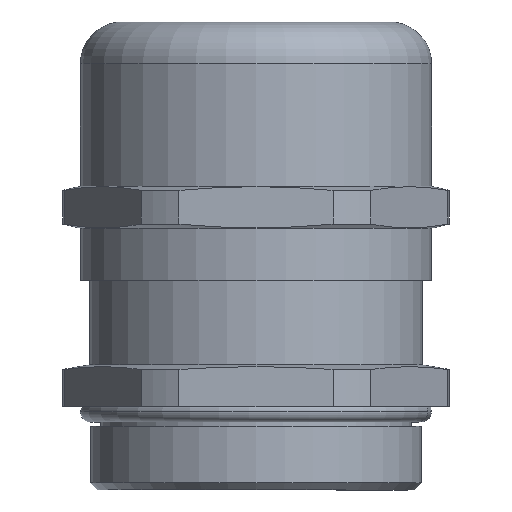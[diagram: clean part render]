
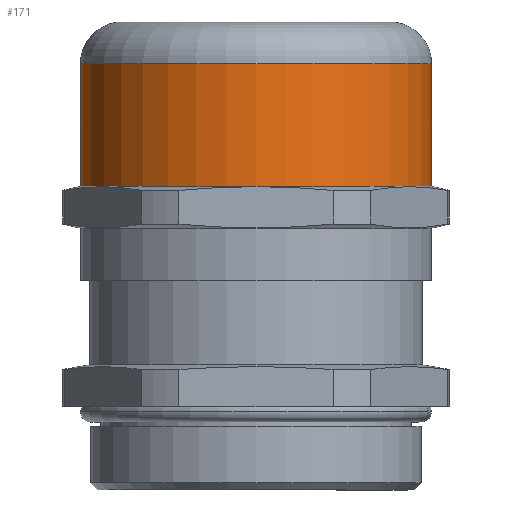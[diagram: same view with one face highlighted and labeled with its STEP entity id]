
A CAD part, left-side view. The second image highlights one B-rep face of the part: STEP entity #171.
In plain terms, the highlighted cylindrical face has radius 16.86 mm (diameter 33.72 mm), a partial arc.
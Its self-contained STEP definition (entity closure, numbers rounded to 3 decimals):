
#34=AXIS2_PLACEMENT_3D('Cylinder Axis2P3D',#31,#32,#33) ;
#149=AXIS2_PLACEMENT_3D('Circle Axis2P3D',#147,#148,$) ;
#156=AXIS2_PLACEMENT_3D('Circle Axis2P3D',#154,#155,$) ;
#161=AXIS2_PLACEMENT_3D('Circle Axis2P3D',#159,#160,$) ;
#31=CARTESIAN_POINT('Axis2P3D Location',(17.,18.54,32.54)) ;
#110=CARTESIAN_POINT('Vertex',(17.,1.68,29.16)) ;
#117=CARTESIAN_POINT('Vertex',(17.,35.4,29.16)) ;
#120=CARTESIAN_POINT('Line Origine',(17.,35.4,30.54)) ;
#124=CARTESIAN_POINT('Vertex',(17.,35.4,40.94)) ;
#131=CARTESIAN_POINT('Vertex',(17.,1.68,40.94)) ;
#134=CARTESIAN_POINT('Line Origine',(17.,1.68,30.54)) ;
#147=CARTESIAN_POINT('Axis2P3D Location',(17.,18.54,29.16)) ;
#151=CARTESIAN_POINT('Vertex',(0.14,18.54,29.16)) ;
#154=CARTESIAN_POINT('Axis2P3D Location',(17.,18.54,29.16)) ;
#159=CARTESIAN_POINT('Axis2P3D Location',(17.,18.54,40.94)) ;
#32=DIRECTION('Axis2P3D Direction',(0.,0.,-1.)) ;
#33=DIRECTION('Axis2P3D XDirection',(0.,1.,0.)) ;
#121=DIRECTION('Vector Direction',(0.,0.,-1.)) ;
#135=DIRECTION('Vector Direction',(0.,0.,-1.)) ;
#148=DIRECTION('Axis2P3D Direction',(0.,0.,-1.)) ;
#155=DIRECTION('Axis2P3D Direction',(0.,0.,-1.)) ;
#160=DIRECTION('Axis2P3D Direction',(0.,0.,-1.)) ;
#122=VECTOR('Line Direction',#121,1.) ;
#136=VECTOR('Line Direction',#135,1.) ;
#165=ORIENTED_EDGE('',*,*,#153,.F.) ;
#166=ORIENTED_EDGE('',*,*,#158,.F.) ;
#167=ORIENTED_EDGE('',*,*,#138,.T.) ;
#168=ORIENTED_EDGE('',*,*,#163,.T.) ;
#169=ORIENTED_EDGE('',*,*,#126,.F.) ;
#171=ADVANCED_FACE('Hauptk\X2\00F6\X0\rper',(#170),#35,.T.) ;
#150=CIRCLE('generated circle',#149,16.86) ;
#157=CIRCLE('generated circle',#156,16.86) ;
#162=CIRCLE('generated circle',#161,16.86) ;
#35=CYLINDRICAL_SURFACE('generated cylinder',#34,16.86) ;
#126=EDGE_CURVE('',#118,#125,#123,.F.) ;
#138=EDGE_CURVE('',#111,#132,#137,.F.) ;
#153=EDGE_CURVE('',#152,#118,#150,.T.) ;
#158=EDGE_CURVE('',#111,#152,#157,.T.) ;
#163=EDGE_CURVE('',#132,#125,#162,.T.) ;
#164=EDGE_LOOP('',(#165,#166,#167,#168,#169)) ;
#170=FACE_OUTER_BOUND('',#164,.T.) ;
#123=LINE('Line',#120,#122) ;
#137=LINE('Line',#134,#136) ;
#111=VERTEX_POINT('',#110) ;
#118=VERTEX_POINT('',#117) ;
#125=VERTEX_POINT('',#124) ;
#132=VERTEX_POINT('',#131) ;
#152=VERTEX_POINT('',#151) ;
